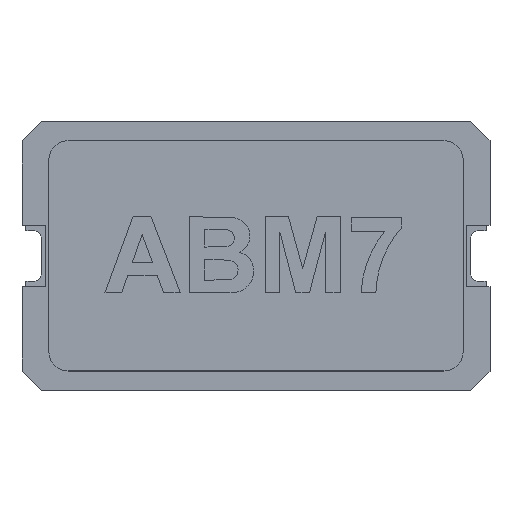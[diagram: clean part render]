
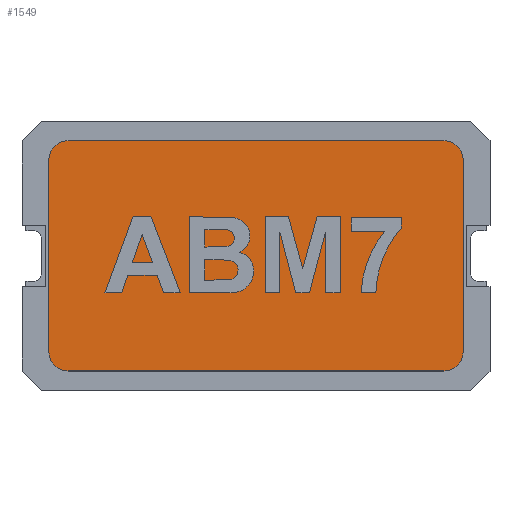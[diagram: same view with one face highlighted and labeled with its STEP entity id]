
A CAD part, top view. The second image highlights one B-rep face of the part: STEP entity #1549.
In plain terms, the highlighted planar face has unit normal (0, 0, 1).
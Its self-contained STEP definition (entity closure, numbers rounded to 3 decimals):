
#16 = CARTESIAN_POINT ( 'NONE',  ( -2.45, 1.25, 1.4 ) ) ;
#44 = CARTESIAN_POINT ( 'NONE',  ( 2.45, 1.25, 1.4 ) ) ;
#52 = DIRECTION ( 'NONE',  ( 1., 0., 0. ) ) ;
#61 = PLANE ( 'NONE',  #2804 ) ;
#158 = CIRCLE ( 'NONE', #1904, 0.25 ) ;
#213 = DIRECTION ( 'NONE',  ( 0., 0., -1. ) ) ;
#232 = VECTOR ( 'NONE', #52, 1000. ) ;
#360 = CARTESIAN_POINT ( 'NONE',  ( -2.7, 1.25, 1.4 ) ) ;
#382 = CARTESIAN_POINT ( 'NONE',  ( -2.45, -1.5, 1.4 ) ) ;
#409 = EDGE_CURVE ( 'NONE', #4738, #2738, #2413, .T. ) ;
#428 = AXIS2_PLACEMENT_3D ( 'NONE', #44, #4664, #774 ) ;
#527 = CARTESIAN_POINT ( 'NONE',  ( 2.7, -1.25, 1.4 ) ) ;
#628 = VERTEX_POINT ( 'NONE', #4148 ) ;
#704 = DIRECTION ( 'NONE',  ( 0., 0., -1. ) ) ;
#774 = DIRECTION ( 'NONE',  ( 1., 0., 0. ) ) ;
#920 = CARTESIAN_POINT ( 'NONE',  ( 2.7, 1.25, 1.4 ) ) ;
#928 = VERTEX_POINT ( 'NONE', #527 ) ;
#1058 = VERTEX_POINT ( 'NONE', #3566 ) ;
#1113 = VECTOR ( 'NONE', #3121, 1000. ) ;
#1146 = CARTESIAN_POINT ( 'NONE',  ( -2.7, -1.5, 1.4 ) ) ;
#1246 = EDGE_CURVE ( 'NONE', #4451, #1058, #3591, .T. ) ;
#1262 = EDGE_LOOP ( 'NONE', ( #2070, #4131, #2324, #2151, #3557, #1595, #4127, #1751 ) ) ;
#1396 = CARTESIAN_POINT ( 'NONE',  ( -2.45, -1.25, 1.4 ) ) ;
#1549 = ADVANCED_FACE ( 'NONE', ( #4540 ), #61, .T. ) ;
#1595 = ORIENTED_EDGE ( 'NONE', *, *, #3583, .F. ) ;
#1654 = CARTESIAN_POINT ( 'NONE',  ( 2.45, -1.5, 1.4 ) ) ;
#1723 = AXIS2_PLACEMENT_3D ( 'NONE', #4146, #704, #3000 ) ;
#1751 = ORIENTED_EDGE ( 'NONE', *, *, #2765, .F. ) ;
#1898 = LINE ( 'NONE', #4250, #4531 ) ;
#1904 = AXIS2_PLACEMENT_3D ( 'NONE', #1396, #213, #4388 ) ;
#2070 = ORIENTED_EDGE ( 'NONE', *, *, #4360, .F. ) ;
#2113 = EDGE_CURVE ( 'NONE', #928, #2951, #4167, .T. ) ;
#2151 = ORIENTED_EDGE ( 'NONE', *, *, #3105, .F. ) ;
#2164 = CARTESIAN_POINT ( 'NONE',  ( -2.7, -1.25, 1.4 ) ) ;
#2175 = AXIS2_PLACEMENT_3D ( 'NONE', #16, #2717, #4545 ) ;
#2324 = ORIENTED_EDGE ( 'NONE', *, *, #2113, .F. ) ;
#2348 = DIRECTION ( 'NONE',  ( 1., 0., 0. ) ) ;
#2413 = CIRCLE ( 'NONE', #2175, 0.25 ) ;
#2717 = DIRECTION ( 'NONE',  ( 0., 0., -1. ) ) ;
#2738 = VERTEX_POINT ( 'NONE', #3137 ) ;
#2765 = EDGE_CURVE ( 'NONE', #628, #4738, #4723, .T. ) ;
#2804 = AXIS2_PLACEMENT_3D ( 'NONE', #1146, #4586, #2348 ) ;
#2879 = VERTEX_POINT ( 'NONE', #382 ) ;
#2951 = VERTEX_POINT ( 'NONE', #1654 ) ;
#3000 = DIRECTION ( 'NONE',  ( 1., 0., 0. ) ) ;
#3030 = CARTESIAN_POINT ( 'NONE',  ( 2.45, 1.5, 1.4 ) ) ;
#3105 = EDGE_CURVE ( 'NONE', #1058, #928, #4265, .T. ) ;
#3121 = DIRECTION ( 'NONE',  ( 0., -1., 0. ) ) ;
#3137 = CARTESIAN_POINT ( 'NONE',  ( -2.45, 1.5, 1.4 ) ) ;
#3333 = DIRECTION ( 'NONE',  ( 0., 1., 0. ) ) ;
#3412 = DIRECTION ( 'NONE',  ( -1., 0., 0. ) ) ;
#3454 = LINE ( 'NONE', #4244, #232 ) ;
#3557 = ORIENTED_EDGE ( 'NONE', *, *, #1246, .F. ) ;
#3566 = CARTESIAN_POINT ( 'NONE',  ( 2.7, 1.25, 1.4 ) ) ;
#3583 = EDGE_CURVE ( 'NONE', #2738, #4451, #3454, .T. ) ;
#3591 = CIRCLE ( 'NONE', #428, 0.25 ) ;
#4030 = VECTOR ( 'NONE', #3333, 1000. ) ;
#4127 = ORIENTED_EDGE ( 'NONE', *, *, #409, .F. ) ;
#4131 = ORIENTED_EDGE ( 'NONE', *, *, #4807, .F. ) ;
#4146 = CARTESIAN_POINT ( 'NONE',  ( 2.45, -1.25, 1.4 ) ) ;
#4148 = CARTESIAN_POINT ( 'NONE',  ( -2.7, -1.25, 1.4 ) ) ;
#4167 = CIRCLE ( 'NONE', #1723, 0.25 ) ;
#4244 = CARTESIAN_POINT ( 'NONE',  ( -2.45, 1.5, 1.4 ) ) ;
#4250 = CARTESIAN_POINT ( 'NONE',  ( 2.45, -1.5, 1.4 ) ) ;
#4265 = LINE ( 'NONE', #920, #1113 ) ;
#4360 = EDGE_CURVE ( 'NONE', #2879, #628, #158, .T. ) ;
#4388 = DIRECTION ( 'NONE',  ( -1., 0., 0. ) ) ;
#4451 = VERTEX_POINT ( 'NONE', #3030 ) ;
#4531 = VECTOR ( 'NONE', #3412, 1000. ) ;
#4540 = FACE_OUTER_BOUND ( 'NONE', #1262, .T. ) ;
#4545 = DIRECTION ( 'NONE',  ( 1., 0., 0. ) ) ;
#4586 = DIRECTION ( 'NONE',  ( 0., 0., 1. ) ) ;
#4664 = DIRECTION ( 'NONE',  ( 0., 0., -1. ) ) ;
#4723 = LINE ( 'NONE', #2164, #4030 ) ;
#4738 = VERTEX_POINT ( 'NONE', #360 ) ;
#4807 = EDGE_CURVE ( 'NONE', #2951, #2879, #1898, .T. ) ;
